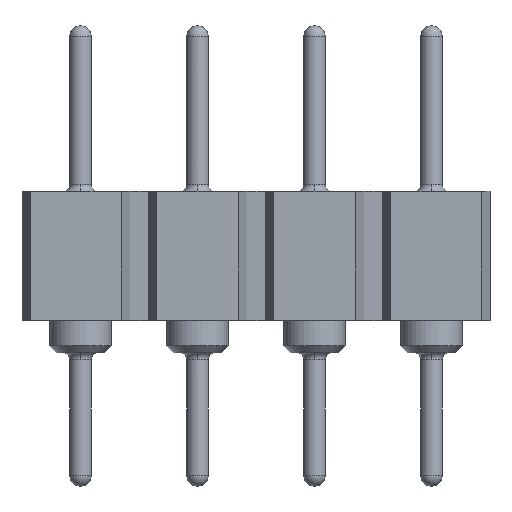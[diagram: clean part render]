
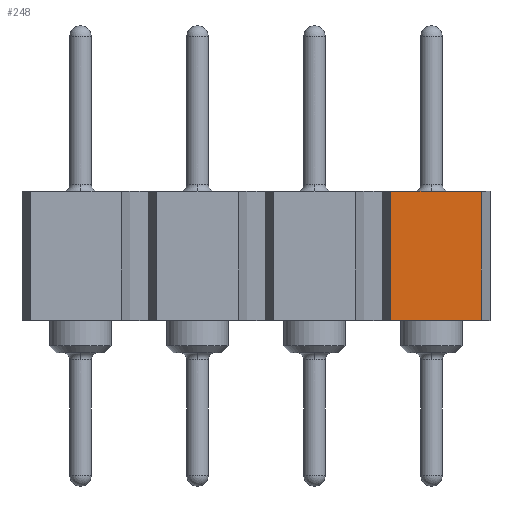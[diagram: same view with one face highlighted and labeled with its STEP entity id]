
A CAD part, top view. The second image highlights one B-rep face of the part: STEP entity #248.
In plain terms, the highlighted planar face has unit normal (0, 0, 1).
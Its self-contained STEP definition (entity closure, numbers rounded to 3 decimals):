
#248=ADVANCED_FACE('',(#522),#523,.T.);
#522=FACE_OUTER_BOUND('',#823,.T.);
#523=PLANE('',#824);
#823=EDGE_LOOP('',(#1499,#1500,#1501,#1502));
#824=AXIS2_PLACEMENT_3D('',#1503,#1504,#1505);
#1499=ORIENTED_EDGE('',*,*,#2049,.T.);
#1500=ORIENTED_EDGE('',*,*,#2050,.F.);
#1501=ORIENTED_EDGE('',*,*,#2051,.F.);
#1502=ORIENTED_EDGE('',*,*,#2046,.T.);
#1503=CARTESIAN_POINT('',(3.91,0.,1.27));
#1504=DIRECTION('',(0.0,0.,1.0));
#1505=DIRECTION('',(1.0,0.0,0.0));
#2046=EDGE_CURVE('',#2521,#2519,#2522,.T.);
#2049=EDGE_CURVE('',#2519,#2525,#2526,.T.);
#2050=EDGE_CURVE('',#2527,#2525,#2528,.T.);
#2051=EDGE_CURVE('',#2521,#2527,#2529,.T.);
#2519=VERTEX_POINT('',#3091);
#2521=VERTEX_POINT('',#3094);
#2522=LINE('',#3095,#3096);
#2525=VERTEX_POINT('',#3100);
#2526=LINE('',#3101,#3102);
#2527=VERTEX_POINT('',#3103);
#2528=LINE('',#3104,#3105);
#2529=LINE('',#3106,#3107);
#3091=CARTESIAN_POINT('',(4.893,2.8,1.27));
#3094=CARTESIAN_POINT('',(4.893,0.,1.27));
#3095=CARTESIAN_POINT('',(4.893,0.,1.27));
#3096=VECTOR('',#3767,1.0);
#3100=CARTESIAN_POINT('',(2.927,2.8,1.27));
#3101=CARTESIAN_POINT('',(4.893,2.8,1.27));
#3102=VECTOR('',#3769,1.0);
#3103=CARTESIAN_POINT('',(2.927,0.,1.27));
#3104=CARTESIAN_POINT('',(2.927,0.,1.27));
#3105=VECTOR('',#3770,1.0);
#3106=CARTESIAN_POINT('',(4.893,0.,1.27));
#3107=VECTOR('',#3771,1.0);
#3767=DIRECTION('',(0.0,1.0,0.));
#3769=DIRECTION('',(-1.0,0.0,0.0));
#3770=DIRECTION('',(0.0,1.0,0.));
#3771=DIRECTION('',(-1.0,0.0,0.0));
